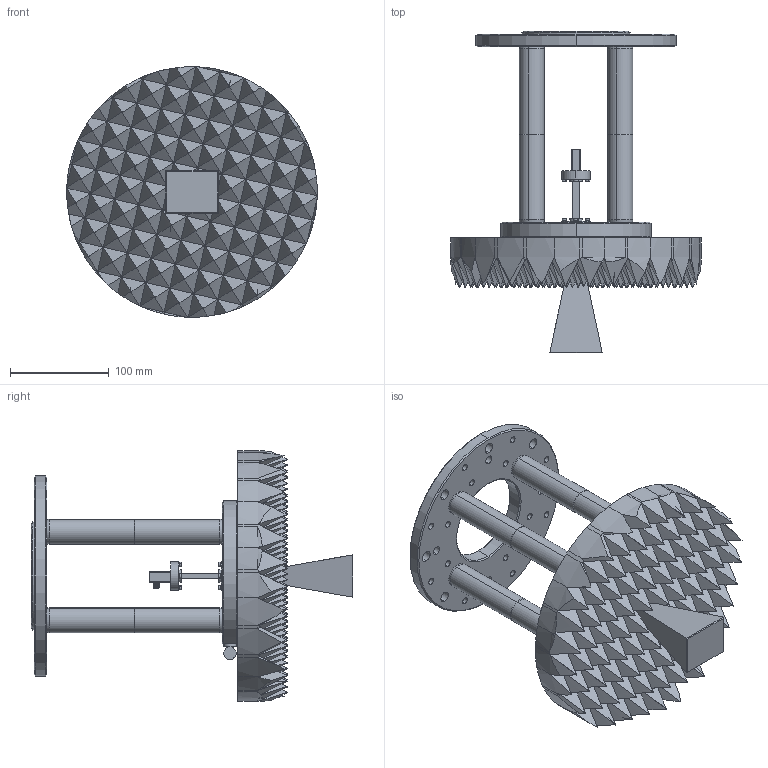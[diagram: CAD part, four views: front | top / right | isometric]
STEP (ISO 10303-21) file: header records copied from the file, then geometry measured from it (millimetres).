
FILE_DESCRIPTION (( 'STEP AP203' ), '1' );
FILE_NAME ('STY-MAA-AZ-222F-R1.STEP', '2024-05-01T22:02:58', ( '' ), ( '' ), 'SwSTEP 2.0', 'SolidWorks 2021', '' );
FILE_SCHEMA (( 'CONFIG_CONTROL_DESIGN' ));
Length unit declared in the file: inch
Products named in the file (1): STY-MAA-AZ-222F-R1
Bounding box: 253.91 x 326.24 x 253.91 mm (x, y, z)
Volume: 2572097.4 mm3; surface area: 503120.4 mm2
Topology: 83 solids, 91 shells, 1422 faces, 3072 edges, 1878 vertices
Faces by surface type: plane 616, bspline 382, cylinder 339, cone 69, torus 16
Entity records: 45588 total; most frequent: CARTESIAN_POINT 16459, ORIENTED_EDGE 6136, DIRECTION 5230, EDGE_CURVE 3068, LINE 1900, VECTOR 1900, VERTEX_POINT 1878, AXIS2_PLACEMENT_3D 1665
